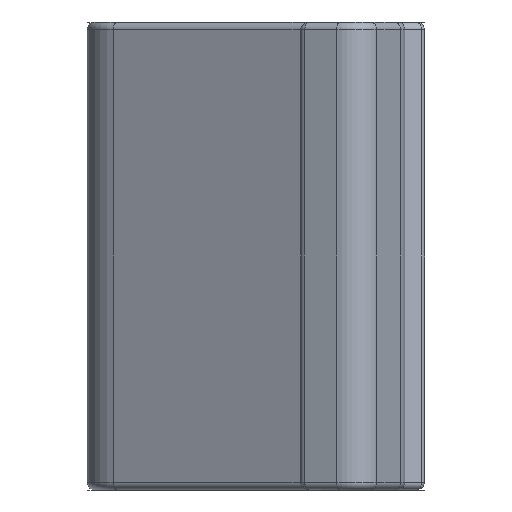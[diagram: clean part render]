
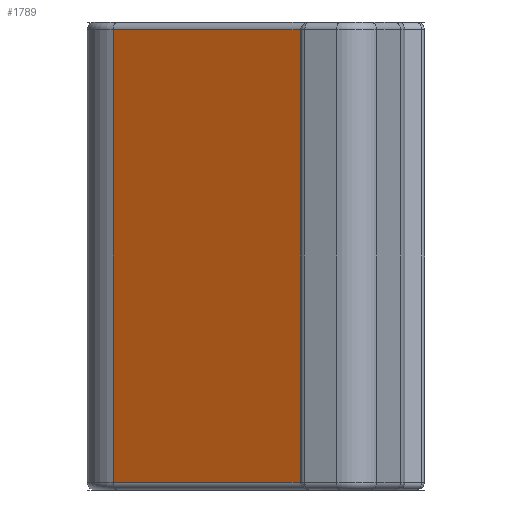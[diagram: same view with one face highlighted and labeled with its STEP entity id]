
A CAD part, left-side view. The second image highlights one B-rep face of the part: STEP entity #1789.
In plain terms, the highlighted planar face has unit normal (-0.884, 0.468, 0).
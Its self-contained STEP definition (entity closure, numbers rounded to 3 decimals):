
#1103 = VERTEX_POINT('',#1104);
#1104 = CARTESIAN_POINT('',(-22.917,7.612,59.));
#1111 = EDGE_CURVE('',#1112,#1103,#1114,.T.);
#1112 = VERTEX_POINT('',#1113);
#1113 = CARTESIAN_POINT('',(-22.917,7.612,1.));
#1114 = LINE('',#1115,#1116);
#1115 = CARTESIAN_POINT('',(-22.917,7.612,0.));
#1116 = VECTOR('',#1117,1.);
#1117 = DIRECTION('',(0.,0.,1.));
#1242 = VERTEX_POINT('',#1243);
#1243 = CARTESIAN_POINT('',(-5.552,40.401,1.));
#1252 = EDGE_CURVE('',#1242,#1112,#1253,.T.);
#1253 = LINE('',#1254,#1255);
#1254 = CARTESIAN_POINT('',(-5.552,40.401,1.));
#1255 = VECTOR('',#1256,1.);
#1256 = DIRECTION('',(-0.468,-0.884,0.));
#1553 = VERTEX_POINT('',#1554);
#1554 = CARTESIAN_POINT('',(-5.552,40.401,59.));
#1563 = EDGE_CURVE('',#1553,#1103,#1564,.T.);
#1564 = LINE('',#1565,#1566);
#1565 = CARTESIAN_POINT('',(-5.552,40.401,59.));
#1566 = VECTOR('',#1567,1.);
#1567 = DIRECTION('',(-0.468,-0.884,0.));
#1789 = ADVANCED_FACE('',(#1790),#1801,.F.);
#1790 = FACE_BOUND('',#1791,.F.);
#1791 = EDGE_LOOP('',(#1792,#1798,#1799,#1800));
#1792 = ORIENTED_EDGE('',*,*,#1793,.T.);
#1793 = EDGE_CURVE('',#1242,#1553,#1794,.T.);
#1794 = LINE('',#1795,#1796);
#1795 = CARTESIAN_POINT('',(-5.552,40.401,0.));
#1796 = VECTOR('',#1797,1.);
#1797 = DIRECTION('',(0.,0.,1.));
#1798 = ORIENTED_EDGE('',*,*,#1563,.T.);
#1799 = ORIENTED_EDGE('',*,*,#1111,.F.);
#1800 = ORIENTED_EDGE('',*,*,#1252,.F.);
#1801 = PLANE('',#1802);
#1802 = AXIS2_PLACEMENT_3D('',#1803,#1804,#1805);
#1803 = CARTESIAN_POINT('',(-5.552,40.401,0.));
#1804 = DIRECTION('',(0.884,-0.468,0.));
#1805 = DIRECTION('',(-0.468,-0.884,0.));
